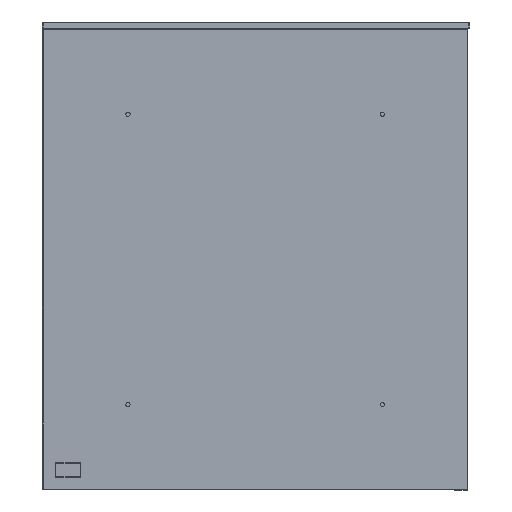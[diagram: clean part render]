
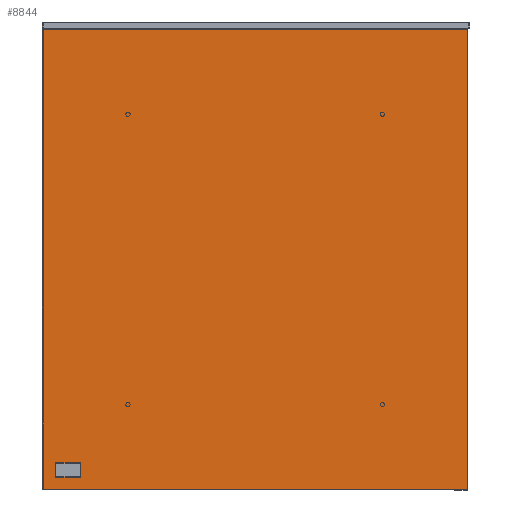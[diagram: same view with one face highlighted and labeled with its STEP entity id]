
A CAD part, left-side view. The second image highlights one B-rep face of the part: STEP entity #8844.
In plain terms, the highlighted planar face has unit normal (-1, 0, 0).
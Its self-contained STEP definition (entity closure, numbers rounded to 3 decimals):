
#8483=CARTESIAN_POINT('',(-3823.565,5493.44,-59.131));
#8484=VERTEX_POINT('',#8483);
#8485=CARTESIAN_POINT('',(-3823.565,5493.44,-596.869));
#8486=VERTEX_POINT('',#8485);
#8487=CARTESIAN_POINT('',(-3823.565,5493.44,-59.131));
#8488=DIRECTION('',(0.0,0.0,-1.0));
#8489=VECTOR('',#8488,537.737);
#8490=LINE('',#8487,#8489);
#8491=EDGE_CURVE('',#8484,#8486,#8490,.T.);
#8523=CARTESIAN_POINT('',(-3823.565,5493.771,-597.2));
#8524=VERTEX_POINT('',#8523);
#8525=CARTESIAN_POINT('',(-3823.565,5493.44,-596.869));
#8526=DIRECTION('',(0.0,0.707,-0.707));
#8527=VECTOR('',#8526,0.469);
#8528=LINE('',#8525,#8527);
#8529=EDGE_CURVE('',#8486,#8524,#8528,.T.);
#8554=CARTESIAN_POINT('',(-3823.565,5989.508,-597.2));
#8555=VERTEX_POINT('',#8554);
#8556=CARTESIAN_POINT('',(-3823.565,5493.771,-597.2));
#8557=DIRECTION('',(0.0,1.0,0.0));
#8558=VECTOR('',#8557,495.737);
#8559=LINE('',#8556,#8558);
#8560=EDGE_CURVE('',#8524,#8555,#8559,.T.);
#8594=CARTESIAN_POINT('',(-3823.565,5989.84,-596.869));
#8595=VERTEX_POINT('',#8594);
#8596=CARTESIAN_POINT('',(-3823.565,5989.508,-597.2));
#8597=DIRECTION('',(0.0,0.707,0.707));
#8598=VECTOR('',#8597,0.469);
#8599=LINE('',#8596,#8598);
#8600=EDGE_CURVE('',#8555,#8595,#8599,.T.);
#8625=CARTESIAN_POINT('',(-3823.565,5989.84,-59.131));
#8626=VERTEX_POINT('',#8625);
#8627=CARTESIAN_POINT('',(-3823.565,5989.84,-596.869));
#8628=DIRECTION('',(0.0,0.0,1.0));
#8629=VECTOR('',#8628,537.737);
#8630=LINE('',#8627,#8629);
#8631=EDGE_CURVE('',#8595,#8626,#8630,.T.);
#8656=CARTESIAN_POINT('',(-3823.565,5989.508,-58.8));
#8657=VERTEX_POINT('',#8656);
#8658=CARTESIAN_POINT('',(-3823.565,5989.84,-59.131));
#8659=DIRECTION('',(0.0,-0.707,0.707));
#8660=VECTOR('',#8659,0.469);
#8661=LINE('',#8658,#8660);
#8662=EDGE_CURVE('',#8626,#8657,#8661,.T.);
#8687=CARTESIAN_POINT('',(-3823.565,5493.771,-58.8));
#8688=VERTEX_POINT('',#8687);
#8689=CARTESIAN_POINT('',(-3823.565,5989.508,-58.8));
#8690=DIRECTION('',(0.0,-1.0,0.0));
#8691=VECTOR('',#8690,495.737);
#8692=LINE('',#8689,#8691);
#8693=EDGE_CURVE('',#8657,#8688,#8692,.T.);
#8716=CARTESIAN_POINT('',(-3823.565,5493.771,-58.8));
#8717=DIRECTION('',(0.0,-0.707,-0.707));
#8718=VECTOR('',#8717,0.469);
#8719=LINE('',#8716,#8718);
#8720=EDGE_CURVE('',#8688,#8484,#8719,.T.);
#8829=CARTESIAN_POINT('',(-3823.565,5741.64,-597.201));
#8830=DIRECTION('',(-1.0,0.0,0.0));
#8831=DIRECTION('',(0.0,0.0,1.0));
#8832=AXIS2_PLACEMENT_3D('',#8829,#8830,#8831);
#8833=PLANE('',#8832);
#8834=ORIENTED_EDGE('',*,*,#8491,.F.);
#8835=ORIENTED_EDGE('',*,*,#8720,.F.);
#8836=ORIENTED_EDGE('',*,*,#8693,.F.);
#8837=ORIENTED_EDGE('',*,*,#8662,.F.);
#8838=ORIENTED_EDGE('',*,*,#8631,.F.);
#8839=ORIENTED_EDGE('',*,*,#8600,.F.);
#8840=ORIENTED_EDGE('',*,*,#8560,.F.);
#8841=ORIENTED_EDGE('',*,*,#8529,.F.);
#8842=EDGE_LOOP('',(#8834,#8835,#8836,#8837,#8838,#8839,#8840,#8841));
#8843=FACE_OUTER_BOUND('',#8842,.T.);
#8844=ADVANCED_FACE('',(#8843),#8833,.T.);
